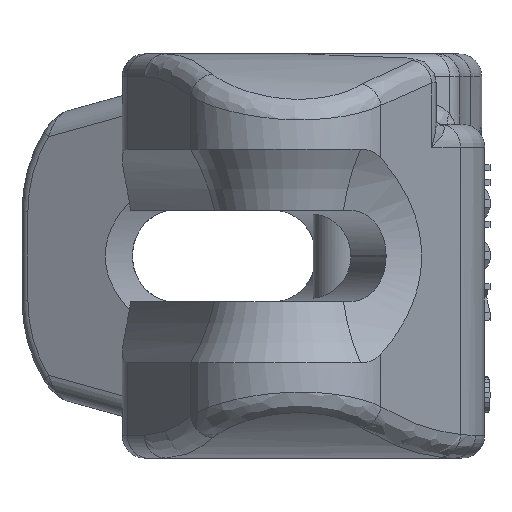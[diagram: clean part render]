
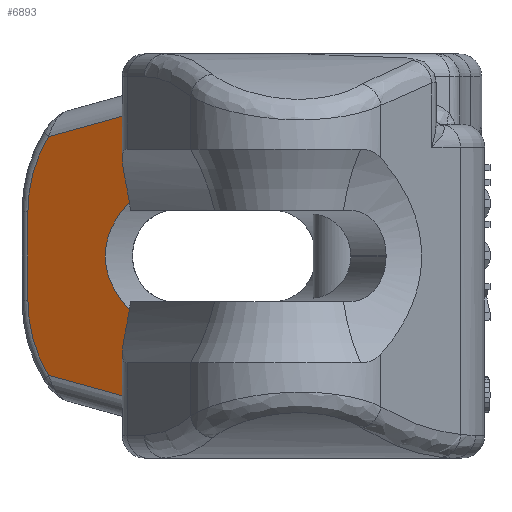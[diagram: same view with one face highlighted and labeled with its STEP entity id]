
A CAD part, front view. The second image highlights one B-rep face of the part: STEP entity #6893.
In plain terms, the highlighted planar face has unit normal (-0.485, -0.875, 0).
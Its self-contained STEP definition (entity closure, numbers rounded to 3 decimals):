
#7=CARTESIAN_POINT('',(-24.5,68.096,14.313));
#34=CARTESIAN_POINT('',(-24.5,68.096,9.208));
#44=DIRECTION('',(0.,0.,1.));
#45=VECTOR('',#44,5.106);
#46=CARTESIAN_POINT('',(-24.5,68.096,9.208));
#47=LINE('',#46,#45);
#84=CARTESIAN_POINT('',(-30.094,71.197,-3.88));
#85=DIRECTION('',(-0.485,-0.875,0.));
#86=DIRECTION('',(-0.875,0.485,0.));
#87=AXIS2_PLACEMENT_3D('',#84,#85,#86);
#89=DIRECTION('',(0.,0.,-1.));
#90=VECTOR('',#89,7.76);
#91=CARTESIAN_POINT('',(-40.125,76.757,3.88));
#92=LINE('',#91,#90);
#93=CARTESIAN_POINT('',(-30.094,71.197,3.88));
#94=DIRECTION('',(-0.485,-0.875,0.));
#95=DIRECTION('',(-0.716,0.397,0.575));
#96=AXIS2_PLACEMENT_3D('',#93,#94,#95);
#98=DIRECTION('',(-0.85,0.471,-0.237));
#99=VECTOR('',#98,16.243);
#100=CARTESIAN_POINT('',(-24.5,68.096,14.313));
#101=LINE('',#100,#99);
#102=DIRECTION('',(0.85,-0.471,-0.237));
#103=VECTOR('',#102,16.243);
#104=CARTESIAN_POINT('',(-38.304,75.748,-10.471));
#105=LINE('',#104,#103);
#116=CARTESIAN_POINT('',(-38.304,75.748,-10.471));
#151=CARTESIAN_POINT('',(-24.5,68.096,-14.313));
#158=DIRECTION('',(0.,0.,-1.));
#159=VECTOR('',#158,5.106);
#160=CARTESIAN_POINT('',(-24.5,68.096,-9.208));
#161=LINE('',#160,#159);
#162=CARTESIAN_POINT('',(-24.5,68.096,-9.208));
#242=CARTESIAN_POINT('',(-24.5,68.096,-9.208));
#243=CARTESIAN_POINT('',(-25.37,68.578,-8.824));
#244=CARTESIAN_POINT('',(-26.91,69.432,-8.057));
#245=CARTESIAN_POINT('',(-29.382,70.802,-6.522));
#246=CARTESIAN_POINT('',(-31.546,72.002,-4.604));
#247=CARTESIAN_POINT('',(-33.012,72.814,-2.302));
#248=CARTESIAN_POINT('',(-33.486,73.077,0.));
#249=CARTESIAN_POINT('',(-33.012,72.814,2.302));
#250=CARTESIAN_POINT('',(-31.546,72.002,4.604));
#251=CARTESIAN_POINT('',(-29.382,70.802,6.522));
#252=CARTESIAN_POINT('',(-26.91,69.432,8.057));
#253=CARTESIAN_POINT('',(-25.37,68.578,8.824));
#254=CARTESIAN_POINT('',(-24.5,68.096,9.208));
#6428=VERTEX_POINT('',#34);
#6438=VERTEX_POINT('',#162);
#6463=VERTEX_POINT('',#7);
#6580=VERTEX_POINT('',#151);
#6670=VERTEX_POINT('',#116);
#6671=CARTESIAN_POINT('',(-40.125,76.757,
-3.88));
#6672=VERTEX_POINT('',#6671);
#6677=CARTESIAN_POINT('',(-40.125,76.757,3.88));
#6678=VERTEX_POINT('',#6677);
#6681=CARTESIAN_POINT('',(-38.304,75.748,10.471));
#6682=VERTEX_POINT('',#6681);
#6873=CARTESIAN_POINT('',(-41.,77.242,0.));
#6874=DIRECTION('',(-0.485,-0.875,0.));
#6875=DIRECTION('',(0.875,-0.485,0.));
#6876=AXIS2_PLACEMENT_3D('',#6873,#6874,#6875);
#6877=PLANE('',#6876);
#6879=ORIENTED_EDGE('',*,*,#6878,.F.);
#6881=ORIENTED_EDGE('',*,*,#6880,.F.);
#6882=ORIENTED_EDGE('',*,*,#6863,.F.);
#6883=ORIENTED_EDGE('',*,*,#6782,.F.);
#6884=ORIENTED_EDGE('',*,*,#6732,.F.);
#6886=ORIENTED_EDGE('',*,*,#6885,.F.);
#6888=ORIENTED_EDGE('',*,*,#6887,.T.);
#6890=ORIENTED_EDGE('',*,*,#6889,.F.);
#6891=EDGE_LOOP('',(#6879,#6881,#6882,#6883,#6884,#6886,#6888,#6890));
#6892=FACE_OUTER_BOUND('',#6891,.F.);
#6893=ADVANCED_FACE('',(#6892),#6877,.T.);
#88=CIRCLE('',#87,11.469);
#97=CIRCLE('',#96,11.469);
#255=B_SPLINE_CURVE_WITH_KNOTS('',3,(#242,#243,#244,#245,#246,#247,#248,#249,
#250,#251,#252,#253,#254),.UNSPECIFIED.,.F.,.F.,(4,1,1,1,1,1,1,1,1,1,4),(0.,
0.063,0.125,0.25,0.375,0.5,0.625,0.75,0.875,0.938,1.),
.UNSPECIFIED.);
#6732=EDGE_CURVE('',#6428,#6463,#47,.T.);
#6782=EDGE_CURVE('',#6463,#6682,#101,.T.);
#6863=EDGE_CURVE('',#6682,#6678,#97,.T.);
#6878=EDGE_CURVE('',#6672,#6670,#88,.T.);
#6880=EDGE_CURVE('',#6678,#6672,#92,.T.);
#6885=EDGE_CURVE('',#6438,#6428,#255,.T.);
#6887=EDGE_CURVE('',#6438,#6580,#161,.T.);
#6889=EDGE_CURVE('',#6670,#6580,#105,.T.);
